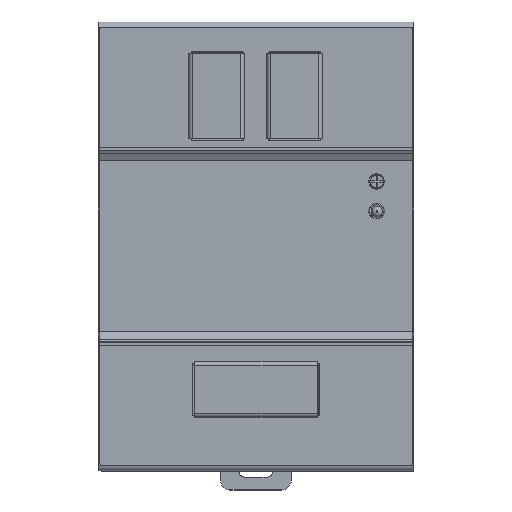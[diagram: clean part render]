
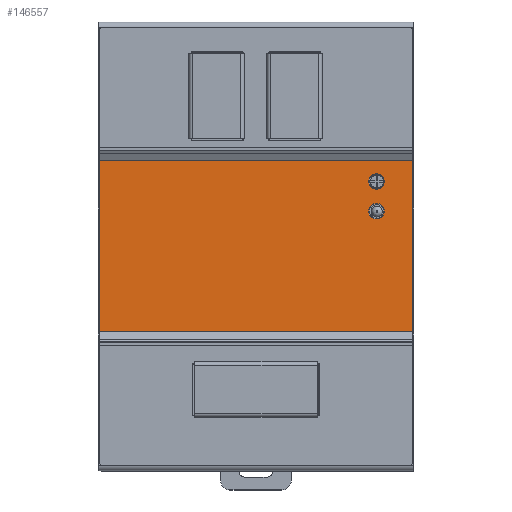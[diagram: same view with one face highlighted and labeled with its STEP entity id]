
A CAD part, top view. The second image highlights one B-rep face of the part: STEP entity #146557.
In plain terms, the highlighted planar face has unit normal (0, 0, 1).
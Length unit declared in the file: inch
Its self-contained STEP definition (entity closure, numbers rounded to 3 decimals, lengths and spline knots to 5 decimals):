
#5829 = DIRECTION ( 'NONE',  ( 0., 0., -1. ) ) ;
#8374 = CIRCLE ( 'NONE', #60275, 0.08269 ) ;
#9521 = CARTESIAN_POINT ( 'NONE',  ( -0.3937, -1.69292, 3.8061 ) ) ;
#11804 = CARTESIAN_POINT ( 'NONE',  ( -0.47639, -1.69292, 3.8061 ) ) ;
#15453 = DIRECTION ( 'NONE',  ( 0., 0., -1. ) ) ;
#24471 = LINE ( 'NONE', #145847, #203711 ) ;
#24730 = FACE_OUTER_BOUND ( 'NONE', #159541, .T. ) ;
#28177 = FACE_BOUND ( 'NONE', #52000, .T. ) ;
#33650 = ORIENTED_EDGE ( 'NONE', *, *, #102682, .T. ) ;
#35799 = AXIS2_PLACEMENT_3D ( 'NONE', #9521, #155090, #117060 ) ;
#35880 = CARTESIAN_POINT ( 'NONE',  ( -3.33759, -1.47425, 3.8061 ) ) ;
#37407 = ORIENTED_EDGE ( 'NONE', *, *, #167036, .T. ) ;
#37903 = VERTEX_POINT ( 'NONE', #75470 ) ;
#45507 = PLANE ( 'NONE',  #209180 ) ;
#52000 = EDGE_LOOP ( 'NONE', ( #155321, #150376 ) ) ;
#55430 = AXIS2_PLACEMENT_3D ( 'NONE', #79087, #101002, #220932 ) ;
#56782 = VECTOR ( 'NONE', #223499, 39.37008 ) ;
#57094 = CARTESIAN_POINT ( 'NONE',  ( -3.33759, -1.47425, 3.8061 ) ) ;
#59086 = DIRECTION ( 'NONE',  ( 1., 0., 0. ) ) ;
#60129 = CARTESIAN_POINT ( 'NONE',  ( -0.0069, -3.28556, 3.8061 ) ) ;
#60275 = AXIS2_PLACEMENT_3D ( 'NONE', #91389, #5829, #59086 ) ;
#69741 = EDGE_CURVE ( 'NONE', #178131, #175114, #162188, .T. ) ;
#75470 = CARTESIAN_POINT ( 'NONE',  ( -0.47639, -2.00787, 3.8061 ) ) ;
#76723 = CARTESIAN_POINT ( 'NONE',  ( -0.0069, -3.28556, 3.8061 ) ) ;
#77893 = VERTEX_POINT ( 'NONE', #60129 ) ;
#79087 = CARTESIAN_POINT ( 'NONE',  ( -0.3937, -2.00787, 3.8061 ) ) ;
#82901 = EDGE_LOOP ( 'NONE', ( #37407, #227197 ) ) ;
#83980 = CARTESIAN_POINT ( 'NONE',  ( -0.00688, -1.47428, 3.8061 ) ) ;
#86951 = CARTESIAN_POINT ( 'NONE',  ( -3.33761, -3.28553, 3.8061 ) ) ;
#91389 = CARTESIAN_POINT ( 'NONE',  ( -0.3937, -1.69292, 3.8061 ) ) ;
#91392 = EDGE_CURVE ( 'NONE', #37903, #136924, #212468, .T. ) ;
#93854 = VERTEX_POINT ( 'NONE', #11804 ) ;
#101002 = DIRECTION ( 'NONE',  ( 0., 0., -1. ) ) ;
#102682 = EDGE_CURVE ( 'NONE', #210446, #178131, #153351, .T. ) ;
#108575 = CARTESIAN_POINT ( 'NONE',  ( -0.00688, -1.47428, 3.8061 ) ) ;
#110651 = LINE ( 'NONE', #180945, #219035 ) ;
#112890 = EDGE_CURVE ( 'NONE', #136924, #37903, #228410, .T. ) ;
#117060 = DIRECTION ( 'NONE',  ( -1., 0., 0. ) ) ;
#117416 = EDGE_CURVE ( 'NONE', #77893, #175114, #110651, .T. ) ;
#123972 = EDGE_CURVE ( 'NONE', #77893, #210446, #24471, .T. ) ;
#125724 = DIRECTION ( 'NONE',  ( -1., 0., 0. ) ) ;
#128168 = VECTOR ( 'NONE', #144902, 39.37008 ) ;
#128615 = ORIENTED_EDGE ( 'NONE', *, *, #69741, .T. ) ;
#130823 = DIRECTION ( 'NONE',  ( 0., 1., 0. ) ) ;
#136924 = VERTEX_POINT ( 'NONE', #152145 ) ;
#138293 = ORIENTED_EDGE ( 'NONE', *, *, #123972, .T. ) ;
#142680 = AXIS2_PLACEMENT_3D ( 'NONE', #173707, #15453, #156466 ) ;
#144902 = DIRECTION ( 'NONE',  ( 0., -1., 0. ) ) ;
#145847 = CARTESIAN_POINT ( 'NONE',  ( -0.0069, -3.28556, 3.8061 ) ) ;
#146557 = ADVANCED_FACE ( 'NONE', ( #28177, #147267, #24730 ), #45507, .F. ) ;
#147267 = FACE_BOUND ( 'NONE', #82901, .T. ) ;
#150376 = ORIENTED_EDGE ( 'NONE', *, *, #112890, .T. ) ;
#151554 = EDGE_CURVE ( 'NONE', #165189, #93854, #8374, .T. ) ;
#152145 = CARTESIAN_POINT ( 'NONE',  ( -0.31101, -2.00787, 3.8061 ) ) ;
#153351 = LINE ( 'NONE', #83980, #56782 ) ;
#155090 = DIRECTION ( 'NONE',  ( 0., 0., -1. ) ) ;
#155321 = ORIENTED_EDGE ( 'NONE', *, *, #91392, .T. ) ;
#156466 = DIRECTION ( 'NONE',  ( -1., 0., 0. ) ) ;
#159541 = EDGE_LOOP ( 'NONE', ( #138293, #33650, #128615, #181169 ) ) ;
#162188 = LINE ( 'NONE', #57094, #128168 ) ;
#165189 = VERTEX_POINT ( 'NONE', #190634 ) ;
#167036 = EDGE_CURVE ( 'NONE', #93854, #165189, #183320, .T. ) ;
#173707 = CARTESIAN_POINT ( 'NONE',  ( -0.3937, -2.00787, 3.8061 ) ) ;
#175114 = VERTEX_POINT ( 'NONE', #86951 ) ;
#178131 = VERTEX_POINT ( 'NONE', #35880 ) ;
#180945 = CARTESIAN_POINT ( 'NONE',  ( -0.0069, -3.28556, 3.8061 ) ) ;
#181169 = ORIENTED_EDGE ( 'NONE', *, *, #117416, .F. ) ;
#183320 = CIRCLE ( 'NONE', #35799, 0.08269 ) ;
#186341 = DIRECTION ( 'NONE',  ( 0., 0., -1. ) ) ;
#190634 = CARTESIAN_POINT ( 'NONE',  ( -0.31101, -1.69292, 3.8061 ) ) ;
#203711 = VECTOR ( 'NONE', #130823, 39.37008 ) ;
#209180 = AXIS2_PLACEMENT_3D ( 'NONE', #76723, #186341, #216345 ) ;
#210446 = VERTEX_POINT ( 'NONE', #108575 ) ;
#212468 = CIRCLE ( 'NONE', #142680, 0.08269 ) ;
#216345 = DIRECTION ( 'NONE',  ( 0., 1., 0. ) ) ;
#219035 = VECTOR ( 'NONE', #125724, 39.37008 ) ;
#220932 = DIRECTION ( 'NONE',  ( 1., 0., 0. ) ) ;
#223499 = DIRECTION ( 'NONE',  ( -1., 0., 0. ) ) ;
#227197 = ORIENTED_EDGE ( 'NONE', *, *, #151554, .T. ) ;
#228410 = CIRCLE ( 'NONE', #55430, 0.08269 ) ;
